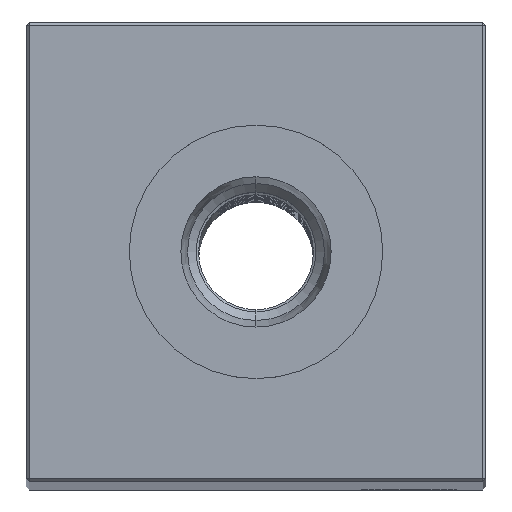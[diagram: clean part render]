
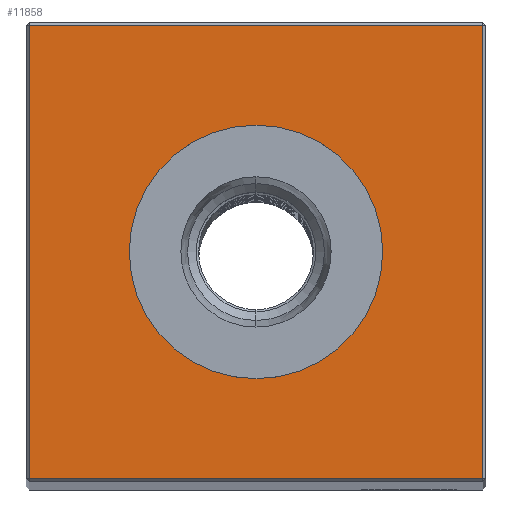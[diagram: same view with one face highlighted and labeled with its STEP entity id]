
A CAD part, top view. The second image highlights one B-rep face of the part: STEP entity #11858.
In plain terms, the highlighted planar face has unit normal (0, 0, 1).
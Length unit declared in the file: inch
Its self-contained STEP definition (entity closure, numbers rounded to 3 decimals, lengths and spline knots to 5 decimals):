
#450 = AXIS2_PLACEMENT_3D ( 'NONE', #4184, #14229, #31874 ) ;
#1249 = ORIENTED_EDGE ( 'NONE', *, *, #1998, .T. ) ;
#1526 = EDGE_CURVE ( 'NONE', #7288, #9690, #11762, .T. ) ;
#1790 = AXIS2_PLACEMENT_3D ( 'NONE', #7284, #17322, #20282 ) ;
#1998 = EDGE_CURVE ( 'NONE', #9016, #10749, #29970, .T. ) ;
#2193 = DIRECTION ( 'NONE',  ( 0., 1., 0. ) ) ;
#3250 = VERTEX_POINT ( 'NONE', #29278 ) ;
#3788 = DIRECTION ( 'NONE',  ( -1., 0., 0. ) ) ;
#4184 = CARTESIAN_POINT ( 'NONE',  ( 0., 0., 15.25 ) ) ;
#4246 = ORIENTED_EDGE ( 'NONE', *, *, #9946, .T. ) ;
#5253 = CARTESIAN_POINT ( 'NONE',  ( -0.74, 0., 15.25 ) ) ;
#7072 = CARTESIAN_POINT ( 'NONE',  ( 0.74, -0.74, 15.25 ) ) ;
#7284 = CARTESIAN_POINT ( 'NONE',  ( 0., 0., 15.25 ) ) ;
#7288 = VERTEX_POINT ( 'NONE', #19640 ) ;
#8644 = VECTOR ( 'NONE', #20555, 39.37008 ) ;
#9016 = VERTEX_POINT ( 'NONE', #21296 ) ;
#9245 = ORIENTED_EDGE ( 'NONE', *, *, #19130, .T. ) ;
#9262 = DIRECTION ( 'NONE',  ( -1., 0., 0. ) ) ;
#9690 = VERTEX_POINT ( 'NONE', #11618 ) ;
#9946 = EDGE_CURVE ( 'NONE', #10749, #22861, #27587, .T. ) ;
#10087 = PLANE ( 'NONE',  #1790 ) ;
#10186 = EDGE_LOOP ( 'NONE', ( #1249, #4246, #23992, #23921 ) ) ;
#10749 = VERTEX_POINT ( 'NONE', #14037 ) ;
#11077 = EDGE_CURVE ( 'NONE', #3250, #9016, #18616, .T. ) ;
#11618 = CARTESIAN_POINT ( 'NONE',  ( 0., 0.41339, 15.25 ) ) ;
#11762 = CIRCLE ( 'NONE', #28094, 0.41339 ) ;
#11858 = ADVANCED_FACE ( 'NONE', ( #12713, #29854 ), #10087, .F. ) ;
#12212 = CARTESIAN_POINT ( 'NONE',  ( 0., 0., 15.25 ) ) ;
#12590 = CARTESIAN_POINT ( 'NONE',  ( 0., -0.74, 15.25 ) ) ;
#12713 = FACE_OUTER_BOUND ( 'NONE', #10186, .T. ) ;
#14037 = CARTESIAN_POINT ( 'NONE',  ( -0.74, -0.74, 15.25 ) ) ;
#14229 = DIRECTION ( 'NONE',  ( 0., 0., -1. ) ) ;
#14260 = ORIENTED_EDGE ( 'NONE', *, *, #1526, .T. ) ;
#14550 = LINE ( 'NONE', #26919, #31931 ) ;
#16142 = CARTESIAN_POINT ( 'NONE',  ( 0., 0.74, 15.25 ) ) ;
#17322 = DIRECTION ( 'NONE',  ( 0., 0., -1. ) ) ;
#18616 = LINE ( 'NONE', #16142, #32367 ) ;
#19130 = EDGE_CURVE ( 'NONE', #9690, #7288, #19379, .T. ) ;
#19379 = CIRCLE ( 'NONE', #450, 0.41339 ) ;
#19640 = CARTESIAN_POINT ( 'NONE',  ( 0., -0.41339, 15.25 ) ) ;
#20282 = DIRECTION ( 'NONE',  ( -1., 0., 0. ) ) ;
#20485 = DIRECTION ( 'NONE',  ( 1., 0., 0. ) ) ;
#20555 = DIRECTION ( 'NONE',  ( 0., -1., 0. ) ) ;
#21296 = CARTESIAN_POINT ( 'NONE',  ( -0.74, 0.74, 15.25 ) ) ;
#21521 = EDGE_CURVE ( 'NONE', #22861, #3250, #14550, .T. ) ;
#22861 = VERTEX_POINT ( 'NONE', #7072 ) ;
#23921 = ORIENTED_EDGE ( 'NONE', *, *, #11077, .T. ) ;
#23992 = ORIENTED_EDGE ( 'NONE', *, *, #21521, .T. ) ;
#26919 = CARTESIAN_POINT ( 'NONE',  ( 0.74, 0., 15.25 ) ) ;
#27587 = LINE ( 'NONE', #12590, #27835 ) ;
#27835 = VECTOR ( 'NONE', #20485, 39.37008 ) ;
#28094 = AXIS2_PLACEMENT_3D ( 'NONE', #12212, #31844, #9262 ) ;
#29278 = CARTESIAN_POINT ( 'NONE',  ( 0.74, 0.74, 15.25 ) ) ;
#29854 = FACE_BOUND ( 'NONE', #30617, .T. ) ;
#29970 = LINE ( 'NONE', #5253, #8644 ) ;
#30617 = EDGE_LOOP ( 'NONE', ( #9245, #14260 ) ) ;
#31844 = DIRECTION ( 'NONE',  ( 0., 0., -1. ) ) ;
#31874 = DIRECTION ( 'NONE',  ( -1., 0., 0. ) ) ;
#31931 = VECTOR ( 'NONE', #2193, 39.37008 ) ;
#32367 = VECTOR ( 'NONE', #3788, 39.37008 ) ;
